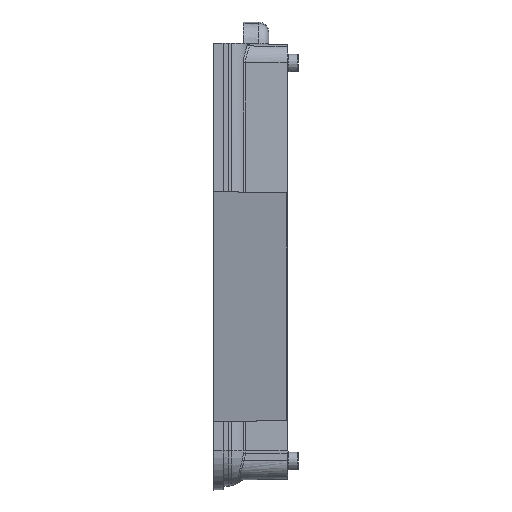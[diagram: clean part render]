
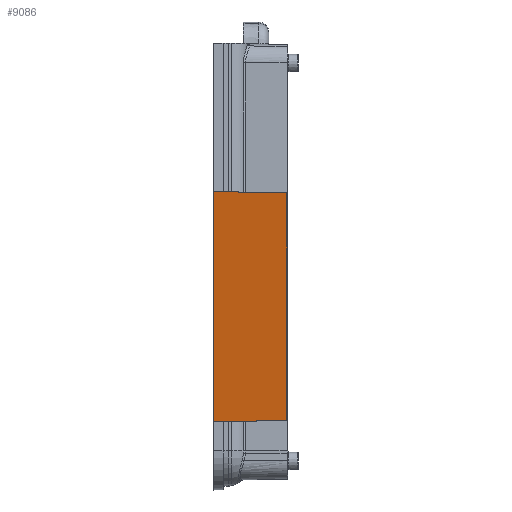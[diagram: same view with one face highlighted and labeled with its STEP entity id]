
A CAD part, left-side view. The second image highlights one B-rep face of the part: STEP entity #9086.
In plain terms, the highlighted planar face has unit normal (-0.974, 0.227, 0).
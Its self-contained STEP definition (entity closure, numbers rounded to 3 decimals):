
#1337 = VECTOR ( 'NONE', #8328, 1000. ) ;
#1528 = CARTESIAN_POINT ( 'NONE',  ( -128.84, 103.95, -137.025 ) ) ;
#2284 = ORIENTED_EDGE ( 'NONE', *, *, #25494, .F. ) ;
#2558 = ORIENTED_EDGE ( 'NONE', *, *, #10326, .F. ) ;
#2754 = FACE_OUTER_BOUND ( 'NONE', #20925, .T. ) ;
#4278 = DIRECTION ( 'NONE',  ( 0.227, 0.974, -0.017 ) ) ;
#6588 = CARTESIAN_POINT ( 'NONE',  ( -142.5, 45.25, 44. ) ) ;
#7436 = LINE ( 'NONE', #8715, #19368 ) ;
#8309 = EDGE_CURVE ( 'NONE', #16963, #12392, #26020, .T. ) ;
#8328 = DIRECTION ( 'NONE',  ( 0., 0., 1. ) ) ;
#8715 = CARTESIAN_POINT ( 'NONE',  ( -142.5, 45.25, 44. ) ) ;
#8840 = DIRECTION ( 'NONE',  ( -0.974, 0.227, 0. ) ) ;
#9086 = ADVANCED_FACE ( 'NONE', ( #2754 ), #19935, .T. ) ;
#9707 = CARTESIAN_POINT ( 'NONE',  ( -142.357, 45.863, 44. ) ) ;
#9904 = ORIENTED_EDGE ( 'NONE', *, *, #22368, .T. ) ;
#10326 = EDGE_CURVE ( 'NONE', #16963, #25482, #16912, .T. ) ;
#10681 = VERTEX_POINT ( 'NONE', #12415 ) ;
#11977 = DIRECTION ( 'NONE',  ( 0., 0., 1. ) ) ;
#12392 = VERTEX_POINT ( 'NONE', #13501 ) ;
#12415 = CARTESIAN_POINT ( 'NONE',  ( -128.84, 103.95, 45.025 ) ) ;
#13325 = LINE ( 'NONE', #24088, #1337 ) ;
#13501 = CARTESIAN_POINT ( 'NONE',  ( -142.357, 45.863, 44.011 ) ) ;
#15480 = CARTESIAN_POINT ( 'NONE',  ( -142.5, 45.25, -136. ) ) ;
#15534 = VECTOR ( 'NONE', #4278, 1000. ) ;
#16912 = LINE ( 'NONE', #15480, #15534 ) ;
#16963 = VERTEX_POINT ( 'NONE', #19715 ) ;
#19368 = VECTOR ( 'NONE', #24473, 1000. ) ;
#19715 = CARTESIAN_POINT ( 'NONE',  ( -142.357, 45.863, -136.011 ) ) ;
#19935 = PLANE ( 'NONE',  #28817 ) ;
#20925 = EDGE_LOOP ( 'NONE', ( #2558, #29072, #9904, #2284 ) ) ;
#22368 = EDGE_CURVE ( 'NONE', #12392, #10681, #7436, .T. ) ;
#24088 = CARTESIAN_POINT ( 'NONE',  ( -128.84, 103.95, 162.5 ) ) ;
#24473 = DIRECTION ( 'NONE',  ( 0.227, 0.974, 0.017 ) ) ;
#24611 = DIRECTION ( 'NONE',  ( -0.227, -0.974, 0. ) ) ;
#25334 = VECTOR ( 'NONE', #11977, 1000. ) ;
#25482 = VERTEX_POINT ( 'NONE', #1528 ) ;
#25494 = EDGE_CURVE ( 'NONE', #25482, #10681, #13325, .T. ) ;
#26020 = LINE ( 'NONE', #9707, #25334 ) ;
#28817 = AXIS2_PLACEMENT_3D ( 'NONE', #6588, #8840, #24611 ) ;
#29072 = ORIENTED_EDGE ( 'NONE', *, *, #8309, .T. ) ;
